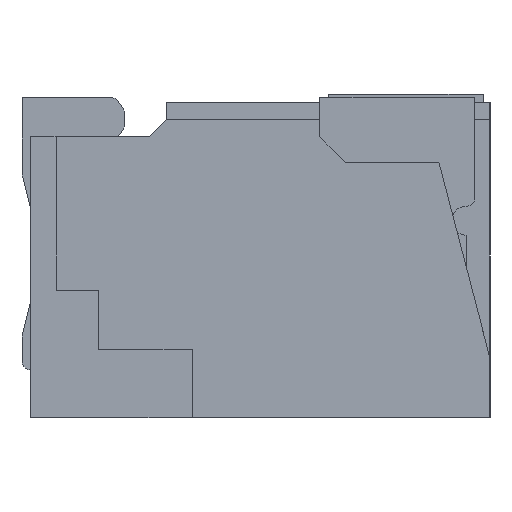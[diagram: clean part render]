
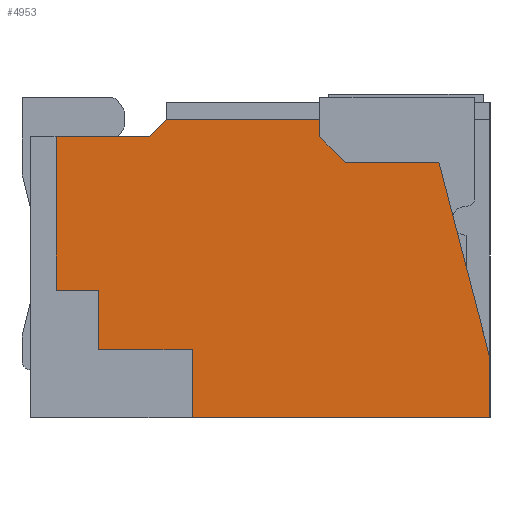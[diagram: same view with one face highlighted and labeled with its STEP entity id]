
A CAD part, left-side view. The second image highlights one B-rep face of the part: STEP entity #4953.
In plain terms, the highlighted planar face has unit normal (-1, 0, 0).
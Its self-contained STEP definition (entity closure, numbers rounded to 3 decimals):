
#1110=ORIENTED_EDGE('',*,*,#1968,.F.);
#1111=ORIENTED_EDGE('',*,*,#1973,.T.);
#1112=ORIENTED_EDGE('',*,*,#1976,.T.);
#1113=ORIENTED_EDGE('',*,*,#1987,.F.);
#1114=ORIENTED_EDGE('',*,*,#2059,.F.);
#1115=ORIENTED_EDGE('',*,*,#2057,.F.);
#1116=ORIENTED_EDGE('',*,*,#1893,.F.);
#1117=ORIENTED_EDGE('',*,*,#2056,.F.);
#1118=ORIENTED_EDGE('',*,*,#2054,.F.);
#1119=ORIENTED_EDGE('',*,*,#2052,.F.);
#1120=ORIENTED_EDGE('',*,*,#2050,.F.);
#1121=ORIENTED_EDGE('',*,*,#2048,.F.);
#1122=ORIENTED_EDGE('',*,*,#2046,.F.);
#1123=ORIENTED_EDGE('',*,*,#1951,.F.);
#1893=EDGE_CURVE('',#2484,#2485,#3072,.T.);
#1951=EDGE_CURVE('',#2535,#2536,#3130,.T.);
#1968=EDGE_CURVE('',#2546,#2535,#3147,.T.);
#1973=EDGE_CURVE('',#2546,#2550,#3152,.T.);
#1976=EDGE_CURVE('',#2550,#2552,#3155,.T.);
#1987=EDGE_CURVE('',#2558,#2552,#3166,.T.);
#2046=EDGE_CURVE('',#2536,#2593,#3225,.T.);
#2048=EDGE_CURVE('',#2593,#2594,#3227,.T.);
#2050=EDGE_CURVE('',#2594,#2595,#3229,.T.);
#2052=EDGE_CURVE('',#2595,#2596,#3231,.T.);
#2054=EDGE_CURVE('',#2596,#2597,#3233,.T.);
#2056=EDGE_CURVE('',#2597,#2484,#3235,.T.);
#2057=EDGE_CURVE('',#2485,#2598,#3236,.T.);
#2059=EDGE_CURVE('',#2598,#2558,#3238,.T.);
#2484=VERTEX_POINT('',#7302);
#2485=VERTEX_POINT('',#7304);
#2535=VERTEX_POINT('',#7416);
#2536=VERTEX_POINT('',#7418);
#2546=VERTEX_POINT('',#7449);
#2550=VERTEX_POINT('',#7459);
#2552=VERTEX_POINT('',#7465);
#2558=VERTEX_POINT('',#7488);
#2593=VERTEX_POINT('',#7606);
#2594=VERTEX_POINT('',#7610);
#2595=VERTEX_POINT('',#7614);
#2596=VERTEX_POINT('',#7618);
#2597=VERTEX_POINT('',#7622);
#2598=VERTEX_POINT('',#7628);
#3072=LINE('',#7303,#3755);
#3130=LINE('',#7417,#3813);
#3147=LINE('',#7450,#3830);
#3152=LINE('',#7460,#3835);
#3155=LINE('',#7466,#3838);
#3166=LINE('',#7487,#3849);
#3225=LINE('',#7605,#3908);
#3227=LINE('',#7609,#3910);
#3229=LINE('',#7613,#3912);
#3231=LINE('',#7617,#3914);
#3233=LINE('',#7621,#3916);
#3235=LINE('',#7625,#3918);
#3236=LINE('',#7627,#3919);
#3238=LINE('',#7631,#3921);
#3755=VECTOR('',#5935,1000.);
#3813=VECTOR('',#6003,1000.);
#3830=VECTOR('',#6030,1000.);
#3835=VECTOR('',#6037,1000.);
#3838=VECTOR('',#6042,1000.);
#3849=VECTOR('',#6063,1000.);
#3908=VECTOR('',#6170,1000.);
#3910=VECTOR('',#6174,1000.);
#3912=VECTOR('',#6178,1000.);
#3914=VECTOR('',#6182,1000.);
#3916=VECTOR('',#6186,1000.);
#3918=VECTOR('',#6190,1000.);
#3919=VECTOR('',#6193,1000.);
#3921=VECTOR('',#6197,1000.);
#4243=EDGE_LOOP('',(#1110,#1111,#1112,#1113,#1114,#1115,#1116,#1117,#1118,
#1119,#1120,#1121,#1122,#1123));
#4494=FACE_BOUND('',#4243,.T.);
#4731=PLANE('',#5227);
#4953=ADVANCED_FACE('',(#4494),#4731,.T.);
#5227=AXIS2_PLACEMENT_3D('',#7632,#6198,#6199);
#5935=DIRECTION('',(0.,-1.,0.));
#6003=DIRECTION('',(0.,0.,-1.));
#6030=DIRECTION('',(0.,-0.252,-0.968));
#6037=DIRECTION('',(0.,1.,0.));
#6042=DIRECTION('',(0.,0.707,0.707));
#6063=DIRECTION('',(0.,0.,-1.));
#6170=DIRECTION('',(0.,1.,0.));
#6174=DIRECTION('',(0.,0.,1.));
#6178=DIRECTION('',(0.,1.,0.));
#6182=DIRECTION('',(0.,0.,1.));
#6186=DIRECTION('',(0.,1.,0.));
#6190=DIRECTION('',(0.,0.,1.));
#6193=DIRECTION('',(0.,-0.707,0.707));
#6197=DIRECTION('',(0.,-1.,0.));
#6198=DIRECTION('',(-1.,0.,0.));
#6199=DIRECTION('',(0.,-1.,0.));
#7302=CARTESIAN_POINT('',(-3.5,1.2,1.65));
#7303=CARTESIAN_POINT('',(-3.5,-1.35,1.65));
#7304=CARTESIAN_POINT('',(-3.5,0.65,1.65));
#7416=CARTESIAN_POINT('',(-3.5,-1.35,0.35));
#7417=CARTESIAN_POINT('',(-3.5,-1.35,1.85));
#7418=CARTESIAN_POINT('',(-3.5,-1.35,0.));
#7449=CARTESIAN_POINT('',(-3.5,-1.05,1.5));
#7450=CARTESIAN_POINT('',(-3.5,-1.05,1.5));
#7459=CARTESIAN_POINT('',(-3.5,-0.5,1.5));
#7460=CARTESIAN_POINT('',(-3.5,-1.35,1.5));
#7465=CARTESIAN_POINT('',(-3.5,-0.35,1.65));
#7466=CARTESIAN_POINT('',(-3.5,-0.75,1.25));
#7487=CARTESIAN_POINT('',(-3.5,-0.35,1.75));
#7488=CARTESIAN_POINT('',(-3.5,-0.35,1.75));
#7605=CARTESIAN_POINT('',(-3.5,-1.35,0.));
#7606=CARTESIAN_POINT('',(-3.5,0.4,0.));
#7609=CARTESIAN_POINT('',(-3.5,0.4,0.));
#7610=CARTESIAN_POINT('',(-3.5,0.4,0.4));
#7613=CARTESIAN_POINT('',(-3.5,0.4,0.4));
#7614=CARTESIAN_POINT('',(-3.5,0.95,0.4));
#7617=CARTESIAN_POINT('',(-3.5,0.95,0.4));
#7618=CARTESIAN_POINT('',(-3.5,0.95,0.75));
#7621=CARTESIAN_POINT('',(-3.5,0.95,0.75));
#7622=CARTESIAN_POINT('',(-3.5,1.2,0.75));
#7625=CARTESIAN_POINT('',(-3.5,1.2,0.75));
#7627=CARTESIAN_POINT('',(-3.5,-0.45,2.75));
#7628=CARTESIAN_POINT('',(-3.5,0.55,1.75));
#7631=CARTESIAN_POINT('',(-3.5,0.55,1.75));
#7632=CARTESIAN_POINT('',(-3.5,-1.35,1.85));
